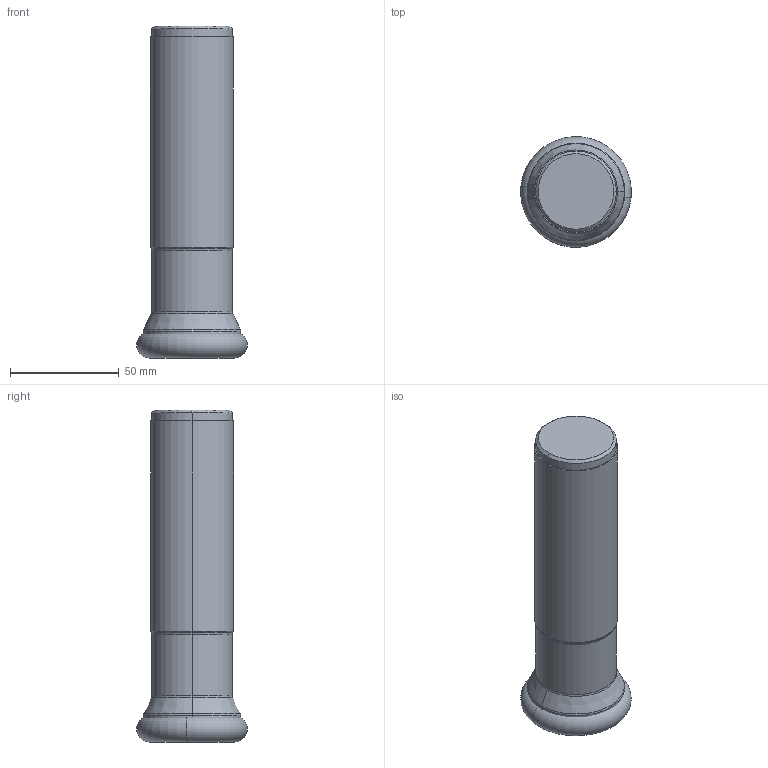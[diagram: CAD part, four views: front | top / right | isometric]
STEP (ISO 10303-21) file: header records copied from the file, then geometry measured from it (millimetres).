
FILE_DESCRIPTION(/* description */ (''),/* implementation_level */ '2;1');
FILE_NAME(/* name */ 'ARP6UPR3205FA24M_IR0_236.stp',/* time_stamp */ '2021-02-02T08:17:14+09:00',/* author */ (''),/* organization */ (''),/* preprocessor_version */ 'ST-DEVELOPER v16',/* originating_system */ 'SIEMENS PLM Software NX 10.0',/* authorisation */ '');
FILE_SCHEMA (('AUTOMOTIVE_DESIGN { 1 0 10303 214 3 1 1 1 }'));
Length unit declared in the file: millimetre
Products named in the file (1): ARP6UPR3205FA24M_IR0_236_ASM
Bounding box: 50.68 x 50.68 x 152.4 mm (x, y, z)
Volume: 190485 mm3; surface area: 25849.7 mm2
Topology: 2 solids, 2 shells, 48 faces, 136 edges, 97 vertices
Faces by surface type: torus 22, cone 12, cylinder 10, plane 4
Entity records: 1784 total; most frequent: DIRECTION 368, CARTESIAN_POINT 288, ORIENTED_EDGE 268, AXIS2_PLACEMENT_3D 173, EDGE_CURVE 134, CIRCLE 114, VERTEX_POINT 90, EDGE_LOOP 50
